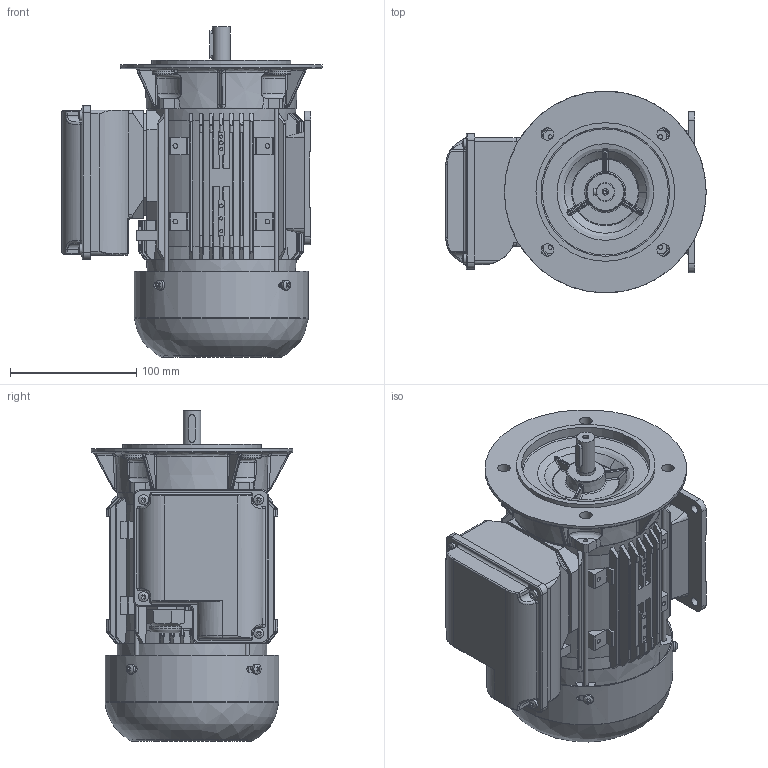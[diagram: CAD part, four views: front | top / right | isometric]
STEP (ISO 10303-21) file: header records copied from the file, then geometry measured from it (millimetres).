
FILE_DESCRIPTION(/* description */ (''),/* implementation_level */ '2;1');
FILE_NAME(/* name */ 'DIS GORUNUS QM71 PA DERIN KTA.stp',/* time_stamp */ '2023-09-26T11:39:36+03:00',/* author */ (''),/* organization */ (''),/* preprocessor_version */ 'ST-DEVELOPER v18.102',/* originating_system */ 'SIEMENS PLM Software NX2206.8101',/* authorisation */ '');
FILE_SCHEMA (('AUTOMOTIVE_DESIGN { 1 0 10303 214 3 1 1 1 }'));
Products named in the file (12): BY6434017xx_004-TK_QM63-80; BY6424130xx_004-TKK_QM63-80; BY6432282xx_005-MOTOR_KAPAGI_QS71FA_ISLEME_YENI; 641304741_AZ-KAMA PARALEL A 5x5x22 St50 DIN6885; BY6424098xx_006-AYAK_QS71_SOL_83828ID; BY6424097xx_006-AYAK_QS71_SAG_83825ID; BY6423004xx_005-FAN_KAPAGI_QS71; 6425006xx_AC-QS71_FAN; AR-000001533038_001-QE71 MIL DERIN; 6415186xx_AD-TERMINAL_KUTUSU_CONTASI_QS_63-80; BY6444009xx_006-GOVDE_QS71; AR-000001546716_001-DIS GORUNUS QM71 PA DERIN KTA
Assembly tree (11 placements, depth 2):
  AR-000001546716_001-DIS GORUNUS QM71 PA DERIN KTA
    BY6444009xx_006-GOVDE_QS71
    6415186xx_AD-TERMINAL_KUTUSU_CONTASI_QS_63-80
    AR-000001533038_001-QE71 MIL DERIN
    6425006xx_AC-QS71_FAN
    BY6423004xx_005-FAN_KAPAGI_QS71
    BY6424097xx_006-AYAK_QS71_SAG_83825ID
    BY6424098xx_006-AYAK_QS71_SOL_83828ID
    641304741_AZ-KAMA PARALEL A 5x5x22 St50 DIN6885
    BY6432282xx_005-MOTOR_KAPAGI_QS71FA_ISLEME_YENI
    BY6424130xx_004-TKK_QM63-80
    BY6434017xx_004-TK_QM63-80
Bounding box: 206.5 x 160 x 262 mm (x, y, z)
Volume: 835645.3 mm3; surface area: 523994.4 mm2
Topology: 26 solids, 26 shells, 3060 faces, 8216 edges, 5205 vertices
Faces by surface type: plane 1314, cylinder 853, bspline 598, cone 162, extrusion 83, torus 48, sphere 2
Full cylindrical faces by diameter (mm): 2.5 x10, 3 x13, 3.3 x13, 3.65 x12, 3.7 x3, 4 x12, 4.5 x8, 4.6 x2, 4.65 x4, 4.8 x4, 5 x2, 5.2 x4, 6 x1, 6.4 x1, 7 x4, 8 x9, 10 x4, 12 x1, 12.4 x1, 14 x2, 14.2 x2, 14.96 x1, 15 x2, 15.2 x1, 19 x1, 19.84 x1, 21.16 x1, 22.5 x1, 24.1 x1, 25.28 x1
Entity records: 118575 total; most frequent: CARTESIAN_POINT 45035, ORIENTED_EDGE 15826, DIRECTION 12827, EDGE_CURVE 7913, VERTEX_POINT 5179, AXIS2_PLACEMENT_3D 4561, VECTOR 3705, LINE 3622
